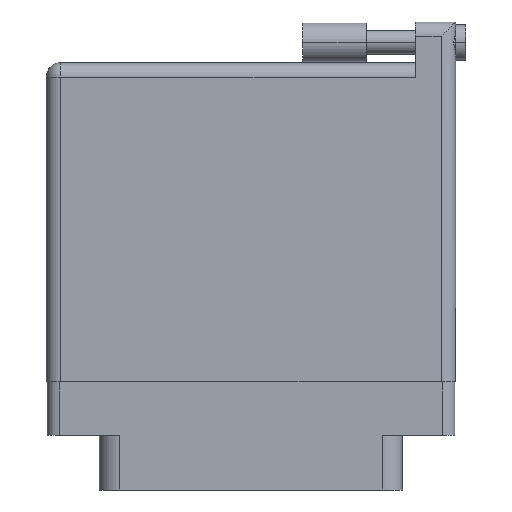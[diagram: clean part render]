
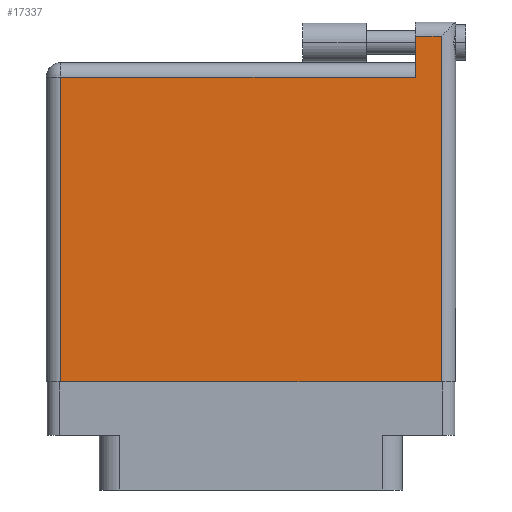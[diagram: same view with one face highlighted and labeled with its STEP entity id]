
A CAD part, front view. The second image highlights one B-rep face of the part: STEP entity #17337.
In plain terms, the highlighted face is planar.
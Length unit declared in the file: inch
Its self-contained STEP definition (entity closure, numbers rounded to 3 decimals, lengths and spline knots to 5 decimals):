
#2135 = DIRECTION ( 'NONE',  ( -1., 0., 0. ) ) ;
#4063 = CARTESIAN_POINT ( 'NONE',  ( 0.07, 0., 0. ) ) ;
#4122 = CARTESIAN_POINT ( 'NONE',  ( 0., 1.566, 0. ) ) ;
#4793 = VERTEX_POINT ( 'NONE', #36130 ) ;
#5575 = LINE ( 'NONE', #9568, #7497 ) ;
#5923 = EDGE_CURVE ( 'NONE', #31140, #18019, #13504, .T. ) ;
#6128 = ORIENTED_EDGE ( 'NONE', *, *, #15580, .T. ) ;
#6302 = DIRECTION ( 'NONE',  ( 1., 0., 0. ) ) ;
#6715 = DIRECTION ( 'NONE',  ( 0., 0., -1. ) ) ;
#7497 = VECTOR ( 'NONE', #6302, 39.37008 ) ;
#7842 = VERTEX_POINT ( 'NONE', #14983 ) ;
#8267 = VECTOR ( 'NONE', #26532, 39.37008 ) ;
#8278 = CARTESIAN_POINT ( 'NONE',  ( 0., 1.696, 0. ) ) ;
#8486 = LINE ( 'NONE', #8278, #19185 ) ;
#9175 = CARTESIAN_POINT ( 'NONE',  ( 1.811, 1.496, 0. ) ) ;
#9533 = VECTOR ( 'NONE', #2135, 39.37008 ) ;
#9568 = CARTESIAN_POINT ( 'NONE',  ( 0., 0., 0. ) ) ;
#10148 = LINE ( 'NONE', #17495, #8267 ) ;
#10305 = ORIENTED_EDGE ( 'NONE', *, *, #12750, .T. ) ;
#10345 = ORIENTED_EDGE ( 'NONE', *, *, #5923, .T. ) ;
#10955 = FACE_OUTER_BOUND ( 'NONE', #30167, .T. ) ;
#12750 = EDGE_CURVE ( 'NONE', #4793, #17849, #8486, .T. ) ;
#13504 = LINE ( 'NONE', #4063, #16310 ) ;
#14983 = CARTESIAN_POINT ( 'NONE',  ( 1.938, 0., 0. ) ) ;
#15580 = EDGE_CURVE ( 'NONE', #7842, #4793, #10148, .T. ) ;
#15859 = ORIENTED_EDGE ( 'NONE', *, *, #19486, .T. ) ;
#16070 = PLANE ( 'NONE',  #26625 ) ;
#16310 = VECTOR ( 'NONE', #25027, 39.37008 ) ;
#17337 = ADVANCED_FACE ( 'NONE', ( #10955 ), #16070, .F. ) ;
#17495 = CARTESIAN_POINT ( 'NONE',  ( 1.938, 1.766, 0. ) ) ;
#17849 = VERTEX_POINT ( 'NONE', #19939 ) ;
#18019 = VERTEX_POINT ( 'NONE', #21075 ) ;
#19185 = VECTOR ( 'NONE', #22982, 39.37008 ) ;
#19363 = EDGE_CURVE ( 'NONE', #17849, #26344, #30359, .T. ) ;
#19464 = CARTESIAN_POINT ( 'NONE',  ( 0.07, 1.496, 0. ) ) ;
#19486 = EDGE_CURVE ( 'NONE', #18019, #7842, #5575, .T. ) ;
#19880 = ORIENTED_EDGE ( 'NONE', *, *, #19363, .T. ) ;
#19939 = CARTESIAN_POINT ( 'NONE',  ( 1.811, 1.696, 0. ) ) ;
#20998 = DIRECTION ( 'NONE',  ( 0., -1., 0. ) ) ;
#21075 = CARTESIAN_POINT ( 'NONE',  ( 0.07, 0., 0. ) ) ;
#22982 = DIRECTION ( 'NONE',  ( -1., 0., 0. ) ) ;
#24010 = ORIENTED_EDGE ( 'NONE', *, *, #35558, .T. ) ;
#25027 = DIRECTION ( 'NONE',  ( 0., -1., 0. ) ) ;
#26344 = VERTEX_POINT ( 'NONE', #9175 ) ;
#26532 = DIRECTION ( 'NONE',  ( 0., 1., 0. ) ) ;
#26625 = AXIS2_PLACEMENT_3D ( 'NONE', #4122, #6715, #27578 ) ;
#27033 = CARTESIAN_POINT ( 'NONE',  ( 1.811, 1.766, 0. ) ) ;
#27578 = DIRECTION ( 'NONE',  ( -1., 0., 0. ) ) ;
#28499 = VECTOR ( 'NONE', #20998, 39.37008 ) ;
#28643 = CARTESIAN_POINT ( 'NONE',  ( 0., 1.496, 0. ) ) ;
#30167 = EDGE_LOOP ( 'NONE', ( #15859, #6128, #10305, #19880, #24010, #10345 ) ) ;
#30359 = LINE ( 'NONE', #27033, #28499 ) ;
#31140 = VERTEX_POINT ( 'NONE', #19464 ) ;
#32429 = LINE ( 'NONE', #28643, #9533 ) ;
#35558 = EDGE_CURVE ( 'NONE', #26344, #31140, #32429, .T. ) ;
#36130 = CARTESIAN_POINT ( 'NONE',  ( 1.938, 1.696, 0. ) ) ;
